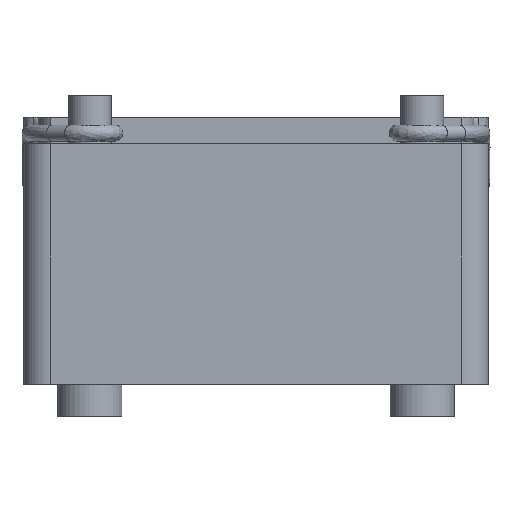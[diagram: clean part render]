
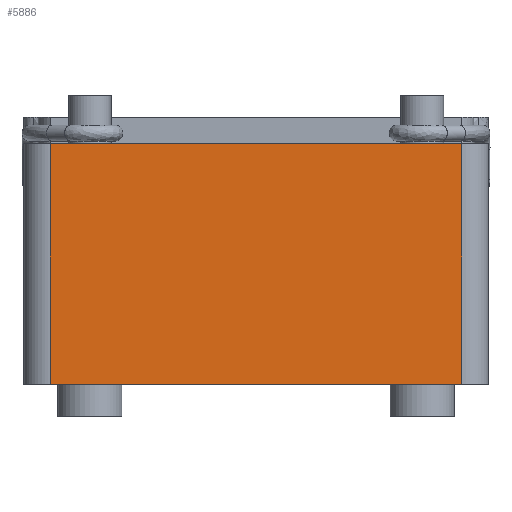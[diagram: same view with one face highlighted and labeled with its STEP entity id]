
A CAD part, front view. The second image highlights one B-rep face of the part: STEP entity #5886.
In plain terms, the highlighted free-form (B-spline) face has degree [1, 1] with [2, 2] control points.
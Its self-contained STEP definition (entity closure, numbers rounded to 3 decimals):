
#5851=CARTESIAN_POINT('',(-4.35,-5.,0.));
#5852=CARTESIAN_POINT('',(-4.35,-5.,5.));
#5853=CARTESIAN_POINT('',(4.35,-5.,0.));
#5854=CARTESIAN_POINT('',(4.35,-5.,5.));
#5855=B_SPLINE_SURFACE_WITH_KNOTS('',1,1,((#5851,#5852),(#5853,#5854)),.PLANE_SURF.,.F.,.F.,.U.,(2,2),(2,2),(0.,1.),(0.,1.),.UNSPECIFIED.);
#5856=CARTESIAN_POINT('',(3.85,-5.,0.));
#5857=VERTEX_POINT('',#5856);
#5858=CARTESIAN_POINT('',(3.85,-5.,4.5));
#5859=VERTEX_POINT('',#5858);
#5860=CARTESIAN_POINT('',(3.85,-5.,0.));
#5861=CARTESIAN_POINT('',(3.85,-5.,4.5));
#5862=B_SPLINE_CURVE_WITH_KNOTS('',1,(#5860,#5861),.POLYLINE_FORM.,.F.,.U.,(2,2),(0.,0.9),.UNSPECIFIED.);
#5863=EDGE_CURVE('',#5857,#5859,#5862,.T.);
#5864=ORIENTED_EDGE('',*,*,#5863,.T.);
#5865=CARTESIAN_POINT('',(-3.85,-5.,4.5));
#5866=VERTEX_POINT('',#5865);
#5867=CARTESIAN_POINT('',(-3.85,-5.,4.5));
#5868=CARTESIAN_POINT('',(3.85,-5.,4.5));
#5869=B_SPLINE_CURVE_WITH_KNOTS('',1,(#5867,#5868),.POLYLINE_FORM.,.F.,.U.,(2,2),(0.057,0.943),.UNSPECIFIED.);
#5870=EDGE_CURVE('',#5866,#5859,#5869,.T.);
#5871=ORIENTED_EDGE('',*,*,#5870,.F.);
#5872=CARTESIAN_POINT('',(-3.85,-5.,0.));
#5873=VERTEX_POINT('',#5872);
#5874=CARTESIAN_POINT('',(-3.85,-5.,0.));
#5875=CARTESIAN_POINT('',(-3.85,-5.,4.5));
#5876=B_SPLINE_CURVE_WITH_KNOTS('',1,(#5874,#5875),.POLYLINE_FORM.,.F.,.U.,(2,2),(0.,0.9),.UNSPECIFIED.);
#5877=EDGE_CURVE('',#5873,#5866,#5876,.T.);
#5878=ORIENTED_EDGE('',*,*,#5877,.F.);
#5879=CARTESIAN_POINT('',(-3.85,-5.,0.));
#5880=CARTESIAN_POINT('',(3.85,-5.,0.));
#5881=B_SPLINE_CURVE_WITH_KNOTS('',1,(#5879,#5880),.POLYLINE_FORM.,.F.,.U.,(2,2),(0.057,0.943),.UNSPECIFIED.);
#5882=EDGE_CURVE('',#5873,#5857,#5881,.T.);
#5883=ORIENTED_EDGE('',*,*,#5882,.T.);
#5884=EDGE_LOOP('',(#5864,#5871,#5878,#5883));
#5885=FACE_OUTER_BOUND('',#5884,.T.);
#5886=ADVANCED_FACE('',(#5885),#5855,.T.);
